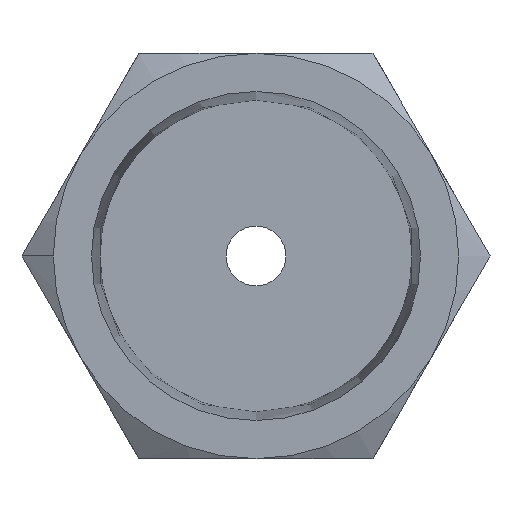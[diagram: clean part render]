
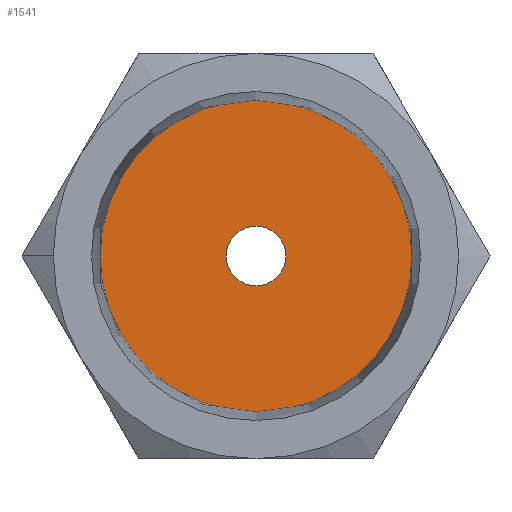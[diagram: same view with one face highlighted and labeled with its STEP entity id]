
A CAD part, front view. The second image highlights one B-rep face of the part: STEP entity #1541.
In plain terms, the highlighted planar face has unit normal (0, -1, 0).
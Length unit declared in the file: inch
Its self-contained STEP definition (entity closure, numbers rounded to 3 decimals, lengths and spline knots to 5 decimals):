
#17 = DIRECTION ( 'NONE',  ( 0., 0., 1. ) ) ;
#316 = CARTESIAN_POINT ( 'NONE',  ( 0., 0.45276, 0. ) ) ;
#325 = EDGE_CURVE ( 'NONE', #2188, #705, #3157, .T. ) ;
#508 = AXIS2_PLACEMENT_3D ( 'NONE', #1103, #3008, #1373 ) ;
#599 = DIRECTION ( 'NONE',  ( 0., 0., -1. ) ) ;
#644 = AXIS2_PLACEMENT_3D ( 'NONE', #749, #2644, #1004 ) ;
#685 = AXIS2_PLACEMENT_3D ( 'NONE', #316, #2206, #599 ) ;
#705 = VERTEX_POINT ( 'NONE', #2159 ) ;
#749 = CARTESIAN_POINT ( 'NONE',  ( 0., 0.45276, 0. ) ) ;
#886 = AXIS2_PLACEMENT_3D ( 'NONE', #1139, #3046, #1406 ) ;
#984 = VERTEX_POINT ( 'NONE', #2375 ) ;
#1004 = DIRECTION ( 'NONE',  ( 0., 0., -1. ) ) ;
#1028 = EDGE_LOOP ( 'NONE', ( #3339, #3201 ) ) ;
#1103 = CARTESIAN_POINT ( 'NONE',  ( 0., 0.45276, 0. ) ) ;
#1139 = CARTESIAN_POINT ( 'NONE',  ( 0., 0.45276, 0. ) ) ;
#1143 = EDGE_CURVE ( 'NONE', #984, #2308, #1483, .T. ) ;
#1169 = EDGE_CURVE ( 'NONE', #705, #2188, #2782, .T. ) ;
#1353 = CARTESIAN_POINT ( 'NONE',  ( -0.15336, 0.45276, 0. ) ) ;
#1373 = DIRECTION ( 'NONE',  ( 0., 0., -1. ) ) ;
#1406 = DIRECTION ( 'NONE',  ( 0., 0., -1. ) ) ;
#1439 = FACE_OUTER_BOUND ( 'NONE', #3245, .T. ) ;
#1450 = CARTESIAN_POINT ( 'NONE',  ( 0., 0.45276, -0.2575 ) ) ;
#1483 = CIRCLE ( 'NONE', #508, 0.04921 ) ;
#1541 = ADVANCED_FACE ( 'NONE', ( #2989, #1439 ), #2721, .F. ) ;
#1627 = DIRECTION ( 'NONE',  ( 0., 1., 0. ) ) ;
#1711 = EDGE_CURVE ( 'NONE', #2308, #984, #2003, .T. ) ;
#1941 = ORIENTED_EDGE ( 'NONE', *, *, #1169, .T. ) ;
#2003 = CIRCLE ( 'NONE', #886, 0.04921 ) ;
#2159 = CARTESIAN_POINT ( 'NONE',  ( 0., 0.45276, 0.2575 ) ) ;
#2188 = VERTEX_POINT ( 'NONE', #1450 ) ;
#2206 = DIRECTION ( 'NONE',  ( 0., -1., 0. ) ) ;
#2305 = CARTESIAN_POINT ( 'NONE',  ( 0., 0.45276, -0.04921 ) ) ;
#2308 = VERTEX_POINT ( 'NONE', #2305 ) ;
#2375 = CARTESIAN_POINT ( 'NONE',  ( 0., 0.45276, 0.04921 ) ) ;
#2644 = DIRECTION ( 'NONE',  ( 0., -1., 0. ) ) ;
#2721 = PLANE ( 'NONE',  #3489 ) ;
#2782 = CIRCLE ( 'NONE', #685, 0.2575 ) ;
#2989 = FACE_BOUND ( 'NONE', #1028, .T. ) ;
#2997 = ORIENTED_EDGE ( 'NONE', *, *, #325, .T. ) ;
#3008 = DIRECTION ( 'NONE',  ( 0., -1., 0. ) ) ;
#3046 = DIRECTION ( 'NONE',  ( 0., -1., 0. ) ) ;
#3157 = CIRCLE ( 'NONE', #644, 0.2575 ) ;
#3201 = ORIENTED_EDGE ( 'NONE', *, *, #1143, .F. ) ;
#3245 = EDGE_LOOP ( 'NONE', ( #2997, #1941 ) ) ;
#3339 = ORIENTED_EDGE ( 'NONE', *, *, #1711, .F. ) ;
#3489 = AXIS2_PLACEMENT_3D ( 'NONE', #1353, #1627, #17 ) ;
